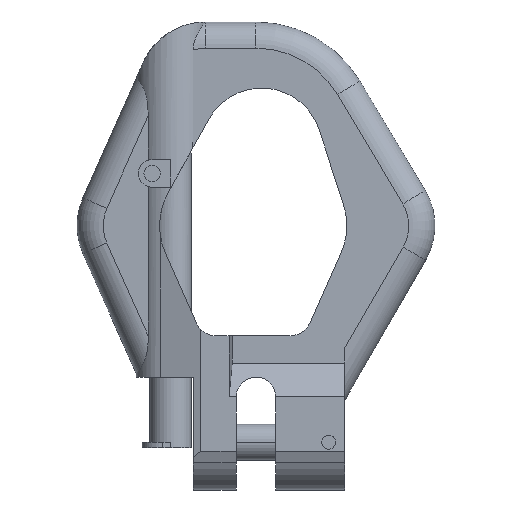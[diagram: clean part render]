
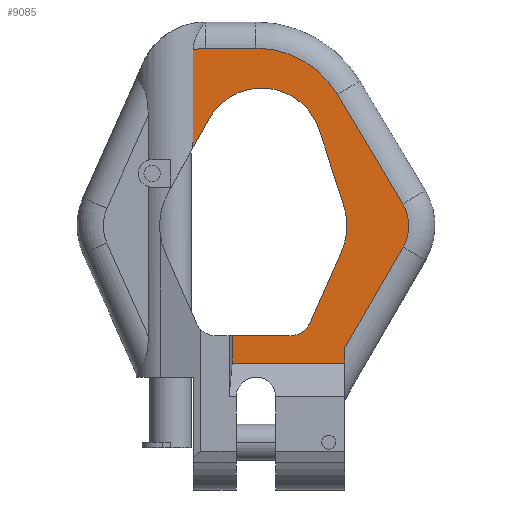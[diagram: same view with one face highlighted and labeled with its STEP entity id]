
A CAD part, front view. The second image highlights one B-rep face of the part: STEP entity #9085.
In plain terms, the highlighted planar face has unit normal (0, -1, 0).
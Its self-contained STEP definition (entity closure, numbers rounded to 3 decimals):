
#21=DIRECTION('',(-1.,0.,0.));
#22=VECTOR('',#21,21.016);
#23=CARTESIAN_POINT('',(12.361,-9.5,30.65));
#24=LINE('',#23,#22);
#49=CARTESIAN_POINT('',(12.361,-9.5,38.65));
#50=DIRECTION('',(0.,-1.,0.));
#51=DIRECTION('',(0.,0.,-1.));
#52=AXIS2_PLACEMENT_3D('',#49,#50,#51);
#63=DIRECTION('',(-0.407,0.,-0.914));
#64=VECTOR('',#63,27.459);
#65=CARTESIAN_POINT('',(30.839,-9.5,60.482));
#66=LINE('',#65,#64);
#75=CARTESIAN_POINT('',(8.,-9.5,70.65));
#76=DIRECTION('',(0.,-1.,0.));
#77=DIRECTION('',(0.914,0.,-0.407));
#78=AXIS2_PLACEMENT_3D('',#75,#76,#77);
#89=DIRECTION('',(0.309,0.,-0.951));
#90=VECTOR('',#89,28.485);
#91=CARTESIAN_POINT('',(22.974,-9.5,105.466));
#92=LINE('',#91,#90);
#101=CARTESIAN_POINT('',(2.075,-9.5,98.676));
#102=DIRECTION('',(0.,-1.,0.));
#103=DIRECTION('',(0.951,0.,0.309));
#104=AXIS2_PLACEMENT_3D('',#101,#102,#103);
#134=DIRECTION('',(0.485,0.,0.875));
#135=VECTOR('',#134,11.824);
#136=CARTESIAN_POINT('',(-22.876,-9.5,98.988));
#137=LINE('',#136,#135);
#1640=DIRECTION('',(0.,0.,1.));
#1641=VECTOR('',#1640,5.539);
#1642=CARTESIAN_POINT('',(32.3,-9.5,20.774));
#1643=LINE('',#1642,#1641);
#1644=CARTESIAN_POINT('',(32.3,-9.5,26.313));
#3386=DIRECTION('',(0.,0.,-1.));
#3387=VECTOR('',#3386,9.876);
#3388=CARTESIAN_POINT('',(-8.655,-9.5,30.65));
#3389=LINE('',#3388,#3387);
#3390=DIRECTION('',(0.,0.,1.));
#3391=VECTOR('',#3390,35.435);
#3392=CARTESIAN_POINT('',(-22.876,-9.5,98.988));
#3393=LINE('',#3392,#3391);
#3394=CARTESIAN_POINT('',(-18.184,-9.5,119.65));
#3395=DIRECTION('',(0.,1.,0.));
#3396=DIRECTION('',(-0.303,0.,0.953));
#3397=AXIS2_PLACEMENT_3D('',#3394,#3395,#3396);
#3399=DIRECTION('',(1.,0.,0.));
#3400=VECTOR('',#3399,18.184);
#3401=CARTESIAN_POINT('',(-18.184,-9.5,135.15));
#3402=LINE('',#3401,#3400);
#3403=CARTESIAN_POINT('',(0.,-9.5,100.65));
#3404=DIRECTION('',(0.,1.,0.));
#3405=DIRECTION('',(0.,0.,1.));
#3406=AXIS2_PLACEMENT_3D('',#3403,#3404,#3405);
#3408=DIRECTION('',(0.512,0.,-0.859));
#3409=VECTOR('',#3408,46.249);
#3410=CARTESIAN_POINT('',(29.635,-9.5,118.314));
#3411=LINE('',#3410,#3409);
#3412=CARTESIAN_POINT('',(40.,-9.5,70.65));
#3413=DIRECTION('',(0.,1.,0.));
#3414=DIRECTION('',(0.859,0.,0.512));
#3415=AXIS2_PLACEMENT_3D('',#3412,#3413,#3414);
#3417=DIRECTION('',(-0.5,0.,-0.866));
#3418=VECTOR('',#3417,42.247);
#3419=CARTESIAN_POINT('',(53.423,-9.5,62.9));
#3420=LINE('',#3419,#3418);
#3425=DIRECTION('',(1.,0.,0.));
#3426=VECTOR('',#3425,40.955);
#3427=CARTESIAN_POINT('',(-8.655,-9.5,20.774));
#3428=LINE('',#3427,#3426);
#3604=CARTESIAN_POINT('',(-8.655,-9.5,30.65));
#3605=VERTEX_POINT('',#3604);
#3606=CARTESIAN_POINT('',(12.361,-9.5,30.65));
#3607=VERTEX_POINT('',#3606);
#3612=CARTESIAN_POINT('',(30.839,-9.5,60.482));
#3613=CARTESIAN_POINT('',(19.67,-9.5,35.396));
#3614=VERTEX_POINT('',#3612);
#3615=VERTEX_POINT('',#3613);
#3620=CARTESIAN_POINT('',(22.974,-9.5,105.466));
#3621=CARTESIAN_POINT('',(31.776,-9.5,78.375));
#3622=VERTEX_POINT('',#3620);
#3623=VERTEX_POINT('',#3621);
#3632=CARTESIAN_POINT('',(-22.876,-9.5,98.988));
#3633=CARTESIAN_POINT('',(-17.144,-9.5,109.329));
#3634=VERTEX_POINT('',#3632);
#3635=VERTEX_POINT('',#3633);
#4111=VERTEX_POINT('',#1644);
#4113=CARTESIAN_POINT('',(32.3,-9.5,20.774));
#4114=VERTEX_POINT('',#4113);
#4115=CARTESIAN_POINT('',(-8.655,-9.5,20.774));
#4116=VERTEX_POINT('',#4115);
#4117=CARTESIAN_POINT('',(53.423,-9.5,62.9));
#4118=VERTEX_POINT('',#4117);
#4119=CARTESIAN_POINT('',(53.314,-9.5,78.586));
#4120=VERTEX_POINT('',#4119);
#4121=CARTESIAN_POINT('',(29.635,-9.5,118.314));
#4122=VERTEX_POINT('',#4121);
#4123=CARTESIAN_POINT('',(0.,-9.5,135.15));
#4124=VERTEX_POINT('',#4123);
#4125=CARTESIAN_POINT('',(-18.184,-9.5,135.15));
#4126=VERTEX_POINT('',#4125);
#4127=CARTESIAN_POINT('',(-22.876,-9.5,134.423));
#4128=VERTEX_POINT('',#4127);
#9060=CARTESIAN_POINT('',(16.312,-9.5,77.962));
#9061=DIRECTION('',(0.,1.,0.));
#9062=DIRECTION('',(0.,0.,-1.));
#9063=AXIS2_PLACEMENT_3D('',#9060,#9061,#9062);
#9064=PLANE('',#9063);
#9065=ORIENTED_EDGE('',*,*,#4664,.F.);
#9066=ORIENTED_EDGE('',*,*,#4687,.T.);
#9067=ORIENTED_EDGE('',*,*,#4702,.F.);
#9068=ORIENTED_EDGE('',*,*,#4717,.T.);
#9069=ORIENTED_EDGE('',*,*,#4732,.F.);
#9070=ORIENTED_EDGE('',*,*,#4747,.T.);
#9071=ORIENTED_EDGE('',*,*,#4768,.F.);
#9072=ORIENTED_EDGE('',*,*,#4989,.T.);
#9073=ORIENTED_EDGE('',*,*,#6682,.T.);
#9074=ORIENTED_EDGE('',*,*,#6700,.T.);
#9075=ORIENTED_EDGE('',*,*,#6718,.T.);
#9076=ORIENTED_EDGE('',*,*,#6736,.T.);
#9077=ORIENTED_EDGE('',*,*,#6754,.T.);
#9078=ORIENTED_EDGE('',*,*,#6770,.T.);
#9079=ORIENTED_EDGE('',*,*,#6792,.F.);
#9081=ORIENTED_EDGE('',*,*,#9080,.F.);
#9082=ORIENTED_EDGE('',*,*,#9052,.F.);
#9083=EDGE_LOOP('',(#9065,#9066,#9067,#9068,#9069,#9070,#9071,#9072,#9073,#9074,
#9075,#9076,#9077,#9078,#9079,#9081,#9082));
#9084=FACE_OUTER_BOUND('',#9083,.F.);
#9085=ADVANCED_FACE('',(#9084),#9064,.F.);
#53=CIRCLE('',#52,8.);
#79=CIRCLE('',#78,25.);
#105=CIRCLE('',#104,21.974);
#3398=CIRCLE('',#3397,15.5);
#3407=CIRCLE('',#3406,34.5);
#3416=CIRCLE('',#3415,15.5);
#4664=EDGE_CURVE('',#3607,#3605,#24,.T.);
#4687=EDGE_CURVE('',#3607,#3615,#53,.T.);
#4702=EDGE_CURVE('',#3614,#3615,#66,.T.);
#4717=EDGE_CURVE('',#3614,#3623,#79,.T.);
#4732=EDGE_CURVE('',#3622,#3623,#92,.T.);
#4747=EDGE_CURVE('',#3622,#3635,#105,.T.);
#4768=EDGE_CURVE('',#3634,#3635,#137,.T.);
#4989=EDGE_CURVE('',#3634,#4128,#3393,.T.);
#6682=EDGE_CURVE('',#4128,#4126,#3398,.T.);
#6700=EDGE_CURVE('',#4126,#4124,#3402,.T.);
#6718=EDGE_CURVE('',#4124,#4122,#3407,.T.);
#6736=EDGE_CURVE('',#4122,#4120,#3411,.T.);
#6754=EDGE_CURVE('',#4120,#4118,#3416,.T.);
#6770=EDGE_CURVE('',#4118,#4111,#3420,.T.);
#6792=EDGE_CURVE('',#4114,#4111,#1643,.T.);
#9052=EDGE_CURVE('',#3605,#4116,#3389,.T.);
#9080=EDGE_CURVE('',#4116,#4114,#3428,.T.);
